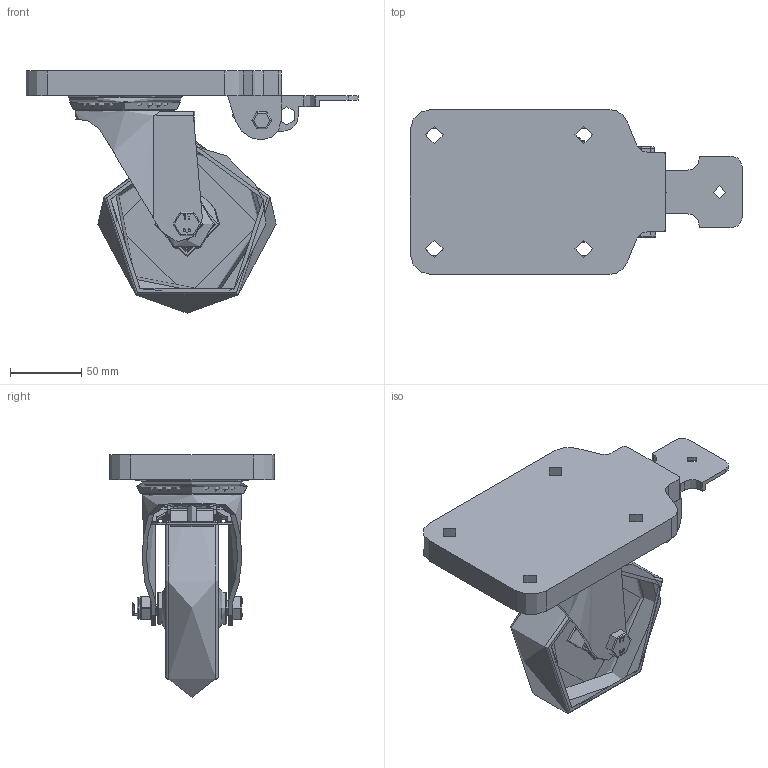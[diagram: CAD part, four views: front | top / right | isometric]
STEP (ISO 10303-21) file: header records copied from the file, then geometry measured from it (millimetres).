
FILE_DESCRIPTION(/* description */ ('','CAx-IF Rec.Pracs.---Representation and Presentation of Product Manufacturing Information (PMI)---4.0---2014-10-13'),/* implementation_level */ '2;1');
FILE_NAME(/* name */ 'BZEH125NYBJFPSWB.step',/* time_stamp */ '2025-03-13T14:08:06Z',/* author */ (''),/* organization */ (''),/* preprocessor_version */ 'ST-DEVELOPER v20',/* originating_system */ 'Autodesk Translation Framework v13.20.0.188',/* authorisation */ '');
FILE_SCHEMA (('AP242_MANAGED_MODEL_BASED_3D_ENGINEERING_MIM_LF { 1 0 10303 442 1 1 4 }'));
Length unit declared in the file: millimetre
Products named in the file (37): BZEH125NYBJFPSWB; BZEH125ASFPSWBLP v1; BZEH125ASFPSWBLP; ZINC PLATED, PRESSED STEEL TOP PLATE; ZINC PLATED, PRESSED STEEL TOP PLATE Geometry; Pattern; Component2; ZINC PLATED, PRESSED STEEL FORKS; BEARING SEAL; TOP PLATE; CONNECTOR; BOLTS; PEDAL; BOLTS2; NUT; PIN; BRAKE PAD; BZH125WNYBJM10 v1; BZMM125WNYBJ; NYLON WHEEL; BEARING 6202; METAL; METAL2; Pattern (1); Component1; MIDDLE; RUBBER; RUBBER2; HUBCAPM10X49; HUBCAPM10X49 (1); NYLON WHEEL HUB CAP; HEXBOLTM10X70Z8.8 v2; GRADE 8.8 THREADED ZINC PLATED BOLT; NYLOCM10Z v1; NYLOC NUT; RUBBER (1); NUT (1)
Assembly tree (63 placements, depth 6):
  BZEH125NYBJFPSWB
    BZEH125ASFPSWBLP v1
      BZEH125ASFPSWBLP
        ZINC PLATED, PRESSED STEEL TOP PLATE
          ZINC PLATED, PRESSED STEEL TOP PLATE Geometry
          Pattern
            Component2  x20
        ZINC PLATED, PRESSED STEEL FORKS
        BEARING SEAL
        TOP PLATE
        CONNECTOR
        BOLTS
        PEDAL
        BOLTS2
        NUT
        PIN
        BRAKE PAD
    BZH125WNYBJM10 v1
      BZMM125WNYBJ
        NYLON WHEEL
        BEARING 6202
          METAL
          METAL2
          Pattern (1)
            Component1  x8
          MIDDLE
          RUBBER
          RUBBER2
      HUBCAPM10X49
        NYLON WHEEL HUB CAP
      HUBCAPM10X49 (1)
        NYLON WHEEL HUB CAP
    HEXBOLTM10X70Z8.8 v2
      GRADE 8.8 THREADED ZINC PLATED BOLT
    NYLOCM10Z v1
      NYLOC NUT
        RUBBER (1)
        NUT (1)
Bounding box: 233 x 116 x 170 mm (x, y, z)
Volume: 646020.7 mm3; surface area: 237934.1 mm2
Topology: 53 solids, 53 shells, 1194 faces, 3031 edges, 1979 vertices
Faces by surface type: plane 591, cylinder 296, bspline 179, torus 56, sphere 56, cone 16
Full cylindrical faces by diameter (mm): 5 x7, 6 x4, 8.141 x18, 8.5 x1, 9.85 x19, 10 x3, 10.2 x2, 10.25 x2, 12 x2, 12.5 x4, 14.9 x2, 15 x1, 16 x2, 18 x1, 19 x2, 20 x4, 21 x1, 22.5 x4, 23 x2, 25 x4, 28 x2, 30 x4, 30.5 x2, 31 x4, 32 x3, 34 x1, 35 x2, 36 x2, 38 x2, 40 x2
Entity records: 43678 total; most frequent: CARTESIAN_POINT 15594, ORIENTED_EDGE 5776, DIRECTION 5277, EDGE_CURVE 2888, VERTEX_POINT 1896, AXIS2_PLACEMENT_3D 1855, LINE 1567, VECTOR 1567
